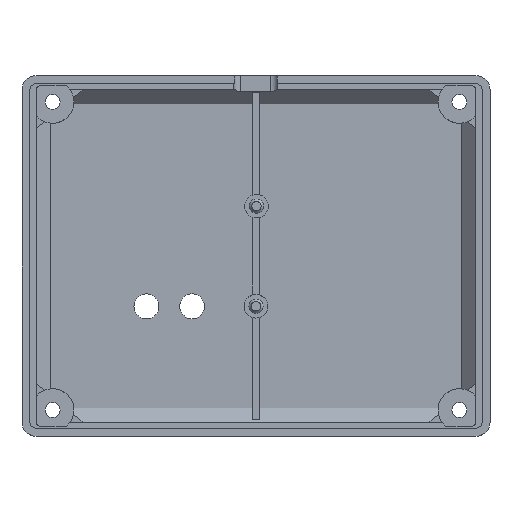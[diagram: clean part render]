
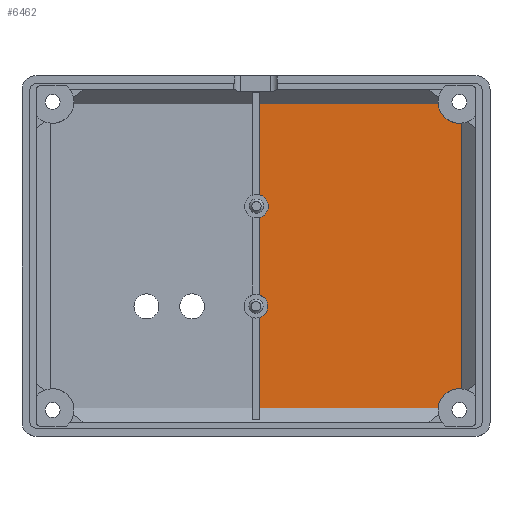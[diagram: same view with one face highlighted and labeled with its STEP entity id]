
A CAD part, top view. The second image highlights one B-rep face of the part: STEP entity #6462.
In plain terms, the highlighted planar face has unit normal (0, 0, 1).
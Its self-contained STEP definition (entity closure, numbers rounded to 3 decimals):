
#487=CIRCLE('',#6747,2.5);
#491=CIRCLE('',#6751,2.5);
#498=CIRCLE('',#6764,2.5);
#500=CIRCLE('',#6766,2.5);
#506=CIRCLE('',#6783,4.536);
#507=CIRCLE('',#6784,4.536);
#863=FACE_OUTER_BOUND('',#1247,.T.);
#1247=EDGE_LOOP('',(#5430,#5431,#5432,#5433,#5434,#5435,#5436,#5437,#5438,
#5439,#5440,#5441));
#1748=LINE('',#11606,#2326);
#1757=LINE('',#11634,#2335);
#1763=LINE('',#11656,#2341);
#1764=LINE('',#11658,#2342);
#1765=LINE('',#11662,#2343);
#1766=LINE('',#11665,#2344);
#2326=VECTOR('',#7699,10.);
#2335=VECTOR('',#7728,10.);
#2341=VECTOR('',#7756,10.);
#2342=VECTOR('',#7757,10.);
#2343=VECTOR('',#7760,10.);
#2344=VECTOR('',#7763,10.);
#2960=VERTEX_POINT('',#11556);
#2961=VERTEX_POINT('',#11558);
#2968=VERTEX_POINT('',#11572);
#2980=VERTEX_POINT('',#11605);
#2982=VERTEX_POINT('',#11611);
#2983=VERTEX_POINT('',#11613);
#2989=VERTEX_POINT('',#11633);
#2994=VERTEX_POINT('',#11655);
#2995=VERTEX_POINT('',#11657);
#2996=VERTEX_POINT('',#11659);
#2997=VERTEX_POINT('',#11661);
#2998=VERTEX_POINT('',#11663);
#3796=EDGE_CURVE('',#2961,#2960,#487,.T.);
#3804=EDGE_CURVE('',#2960,#2968,#491,.T.);
#3819=EDGE_CURVE('',#2980,#2961,#1748,.T.);
#3823=EDGE_CURVE('',#2983,#2982,#498,.T.);
#3827=EDGE_CURVE('',#2982,#2980,#500,.T.);
#3833=EDGE_CURVE('',#2989,#2983,#1757,.T.);
#3843=EDGE_CURVE('',#2968,#2994,#1763,.T.);
#3844=EDGE_CURVE('',#2995,#2994,#1764,.T.);
#3845=EDGE_CURVE('',#2995,#2996,#506,.T.);
#3846=EDGE_CURVE('',#2997,#2996,#1765,.T.);
#3847=EDGE_CURVE('',#2997,#2998,#507,.T.);
#3848=EDGE_CURVE('',#2989,#2998,#1766,.T.);
#5430=ORIENTED_EDGE('',*,*,#3796,.T.);
#5431=ORIENTED_EDGE('',*,*,#3804,.T.);
#5432=ORIENTED_EDGE('',*,*,#3843,.T.);
#5433=ORIENTED_EDGE('',*,*,#3844,.F.);
#5434=ORIENTED_EDGE('',*,*,#3845,.T.);
#5435=ORIENTED_EDGE('',*,*,#3846,.F.);
#5436=ORIENTED_EDGE('',*,*,#3847,.T.);
#5437=ORIENTED_EDGE('',*,*,#3848,.F.);
#5438=ORIENTED_EDGE('',*,*,#3833,.T.);
#5439=ORIENTED_EDGE('',*,*,#3823,.T.);
#5440=ORIENTED_EDGE('',*,*,#3827,.T.);
#5441=ORIENTED_EDGE('',*,*,#3819,.T.);
#6153=PLANE('',#6782);
#6462=ADVANCED_FACE('',(#863),#6153,.F.);
#6747=AXIS2_PLACEMENT_3D('',#11559,#7656,#7657);
#6751=AXIS2_PLACEMENT_3D('',#11574,#7668,#7669);
#6764=AXIS2_PLACEMENT_3D('',#11614,#7706,#7707);
#6766=AXIS2_PLACEMENT_3D('',#11620,#7712,#7713);
#6782=AXIS2_PLACEMENT_3D('',#11654,#7754,#7755);
#6783=AXIS2_PLACEMENT_3D('',#11660,#7758,#7759);
#6784=AXIS2_PLACEMENT_3D('',#11664,#7761,#7762);
#7656=DIRECTION('center_axis',(0.,0.,-1.));
#7657=DIRECTION('ref_axis',(-1.,0.,0.));
#7668=DIRECTION('center_axis',(0.,0.,-1.));
#7669=DIRECTION('ref_axis',(-1.,0.,0.));
#7699=DIRECTION('',(0.,-1.,0.));
#7706=DIRECTION('center_axis',(0.,0.,-1.));
#7707=DIRECTION('ref_axis',(-1.,0.,0.));
#7712=DIRECTION('center_axis',(0.,0.,-1.));
#7713=DIRECTION('ref_axis',(-1.,0.,0.));
#7728=DIRECTION('',(0.,-1.,0.));
#7754=DIRECTION('center_axis',(0.,0.,-1.));
#7755=DIRECTION('ref_axis',(1.,0.,0.));
#7756=DIRECTION('',(0.,-1.,0.));
#7757=DIRECTION('',(-1.,0.,0.));
#7758=DIRECTION('center_axis',(0.,0.,-1.));
#7759=DIRECTION('ref_axis',(-1.,0.,0.));
#7760=DIRECTION('',(0.,-1.,0.));
#7761=DIRECTION('center_axis',(0.,0.,-1.));
#7762=DIRECTION('ref_axis',(-1.,0.,0.));
#7763=DIRECTION('',(1.,0.,0.));
#11556=CARTESIAN_POINT('',(34.,10.3,-12.5));
#11558=CARTESIAN_POINT('',(32.244,12.687,-12.5));
#11559=CARTESIAN_POINT('Origin',(31.5,10.3,-12.5));
#11572=CARTESIAN_POINT('',(32.245,7.914,-12.5));
#11574=CARTESIAN_POINT('Origin',(31.5,10.3,-12.5));
#11605=CARTESIAN_POINT('',(32.241,29.183,-12.5));
#11606=CARTESIAN_POINT('',(32.238,40.175,-12.5));
#11611=CARTESIAN_POINT('',(34.1,31.6,-12.5));
#11613=CARTESIAN_POINT('',(32.24,34.017,-12.5));
#11614=CARTESIAN_POINT('Origin',(31.6,31.6,-12.5));
#11620=CARTESIAN_POINT('Origin',(31.6,31.6,-12.5));
#11633=CARTESIAN_POINT('',(32.236,53.35,-12.5));
#11634=CARTESIAN_POINT('',(32.238,40.175,-12.5));
#11654=CARTESIAN_POINT('Origin',(31.5,21.,-12.5));
#11655=CARTESIAN_POINT('',(32.249,-11.35,-12.5));
#11656=CARTESIAN_POINT('',(32.238,40.175,-12.5));
#11657=CARTESIAN_POINT('',(70.232,-11.35,-12.5));
#11658=CARTESIAN_POINT('',(54.875,-11.35,-12.5));
#11659=CARTESIAN_POINT('',(75.25,-7.242,-12.5));
#11660=CARTESIAN_POINT('Origin',(74.75,-11.75,-12.5));
#11661=CARTESIAN_POINT('',(75.25,49.242,-12.5));
#11662=CARTESIAN_POINT('',(75.25,38.675,-12.5));
#11663=CARTESIAN_POINT('',(70.232,53.35,-12.5));
#11664=CARTESIAN_POINT('Origin',(74.75,53.75,-12.5));
#11665=CARTESIAN_POINT('',(8.125,53.35,-12.5));
